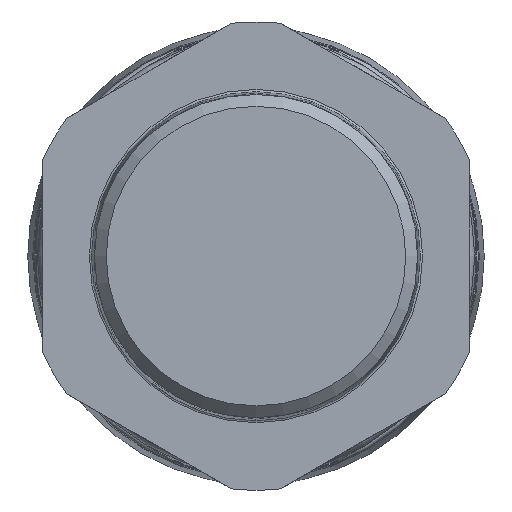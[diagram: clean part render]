
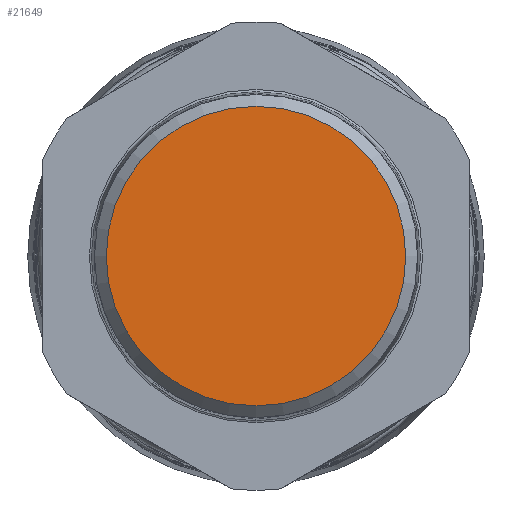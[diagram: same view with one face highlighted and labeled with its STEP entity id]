
A CAD part, left-side view. The second image highlights one B-rep face of the part: STEP entity #21649.
In plain terms, the highlighted planar face has unit normal (-1, 0, 0).
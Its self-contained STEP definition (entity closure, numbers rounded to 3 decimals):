
#3258=PLANE('',#23592);
#4380=FACE_OUTER_BOUND('',#5576,.T.);
#5576=EDGE_LOOP('',(#19146,#19147));
#6552=CIRCLE('',#23593,33.272);
#6553=CIRCLE('',#23594,33.272);
#9690=VERTEX_POINT('',#46502);
#9691=VERTEX_POINT('',#46503);
#12854=EDGE_CURVE('',#9690,#9691,#6552,.T.);
#12855=EDGE_CURVE('',#9691,#9690,#6553,.T.);
#19146=ORIENTED_EDGE('',*,*,#12854,.T.);
#19147=ORIENTED_EDGE('',*,*,#12855,.T.);
#21649=ADVANCED_FACE('',(#4380),#3258,.T.);
#23592=AXIS2_PLACEMENT_3D('',#46501,#28348,#28349);
#23593=AXIS2_PLACEMENT_3D('',#46504,#28350,#28351);
#23594=AXIS2_PLACEMENT_3D('',#46505,#28352,#28353);
#28348=DIRECTION('center_axis',(-1.,0.,0.));
#28349=DIRECTION('ref_axis',(0.,0.,
-1.));
#28350=DIRECTION('center_axis',(-1.,0.,0.));
#28351=DIRECTION('ref_axis',(0.,0.,
1.));
#28352=DIRECTION('center_axis',(-1.,0.,0.));
#28353=DIRECTION('ref_axis',(0.,0.,
1.));
#46501=CARTESIAN_POINT('Origin',(-104.877,0.,
35.813));
#46502=CARTESIAN_POINT('',(-104.877,0.,33.272));
#46503=CARTESIAN_POINT('',(-104.877,0.,-33.272));
#46504=CARTESIAN_POINT('Origin',(-104.877,0.,
0.));
#46505=CARTESIAN_POINT('Origin',(-104.877,0.,
0.));
